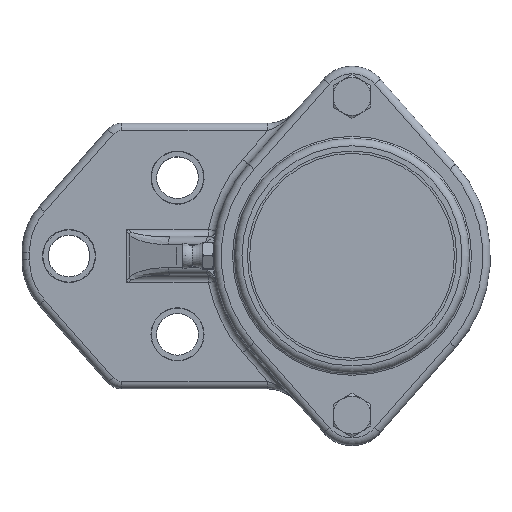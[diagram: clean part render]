
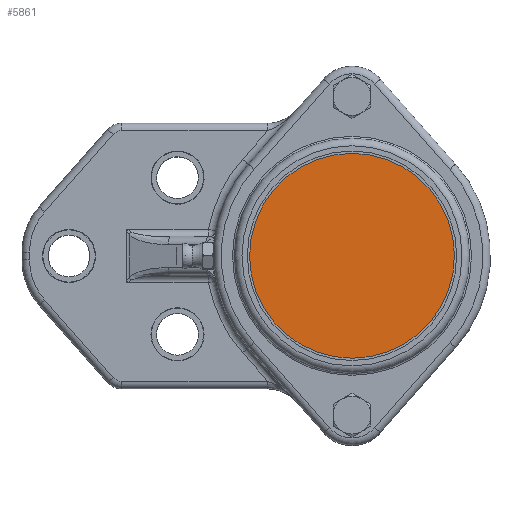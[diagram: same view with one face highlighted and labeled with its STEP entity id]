
A CAD part, top view. The second image highlights one B-rep face of the part: STEP entity #5861.
In plain terms, the highlighted planar face has unit normal (0, 0, 1).
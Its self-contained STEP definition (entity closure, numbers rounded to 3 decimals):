
#427=FACE_OUTER_BOUND('',#1563,.T.);
#1309=PLANE('',#6331);
#1563=EDGE_LOOP('',(#4032));
#2001=CIRCLE('',#6330,27.);
#2479=VERTEX_POINT('',#9375);
#3059=EDGE_CURVE('',#2479,#2479,#2001,.T.);
#4032=ORIENTED_EDGE('',*,*,#3059,.F.);
#5861=ADVANCED_FACE('',(#427),#1309,.F.);
#6330=AXIS2_PLACEMENT_3D('',#9377,#7285,#7286);
#6331=AXIS2_PLACEMENT_3D('',#9378,#7287,#7288);
#7285=DIRECTION('center_axis',(0.,0.,
-1.));
#7286=DIRECTION('ref_axis',(-0.868,0.496,0.));
#7287=DIRECTION('center_axis',(0.,0.,
-1.));
#7288=DIRECTION('ref_axis',(-0.868,0.496,0.));
#9375=CARTESIAN_POINT('',(23.442,-13.397,51.7));
#9377=CARTESIAN_POINT('Origin',(0.,0.,
51.7));
#9378=CARTESIAN_POINT('Origin',(0.,0.,
51.7));
